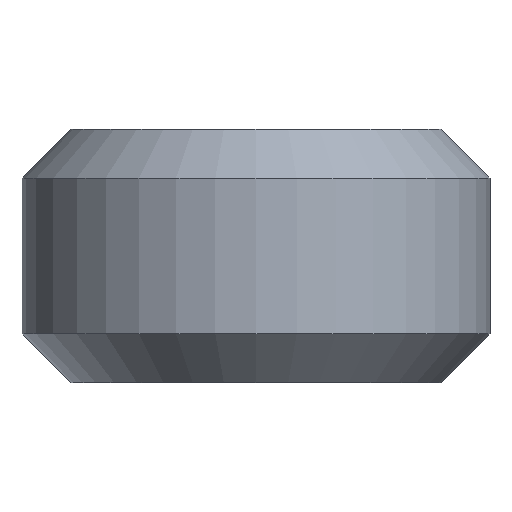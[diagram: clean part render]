
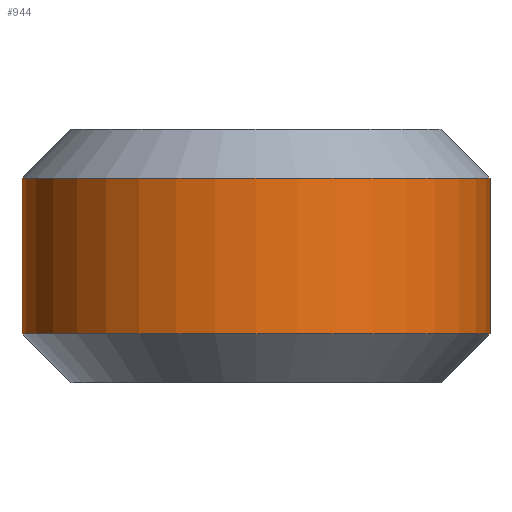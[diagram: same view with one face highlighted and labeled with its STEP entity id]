
A CAD part, front view. The second image highlights one B-rep face of the part: STEP entity #944.
In plain terms, the highlighted cylindrical face has radius 24 mm (diameter 48 mm), a partial arc.
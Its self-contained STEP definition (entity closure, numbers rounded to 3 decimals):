
#47 = DIRECTION ( 'NONE',  ( 0., 0., -1. ) ) ;
#59 = VECTOR ( 'NONE', #338, 1000. ) ;
#108 = ORIENTED_EDGE ( 'NONE', *, *, #658, .T. ) ;
#172 = CARTESIAN_POINT ( 'NONE',  ( 24., 0., 18. ) ) ;
#201 = DIRECTION ( 'NONE',  ( 1., 0., 0. ) ) ;
#219 = VECTOR ( 'NONE', #572, 1000. ) ;
#254 = EDGE_CURVE ( 'NONE', #672, #1227, #621, .T. ) ;
#338 = DIRECTION ( 'NONE',  ( 0., 0., 1. ) ) ;
#350 = FACE_OUTER_BOUND ( 'NONE', #1431, .T. ) ;
#364 = CARTESIAN_POINT ( 'NONE',  ( 24., 0., 2. ) ) ;
#374 = CARTESIAN_POINT ( 'NONE',  ( 0., 0., 2. ) ) ;
#453 = CARTESIAN_POINT ( 'NONE',  ( -24., 0., 2. ) ) ;
#509 = CARTESIAN_POINT ( 'NONE',  ( 0., 0., 0. ) ) ;
#572 = DIRECTION ( 'NONE',  ( 0., 0., 1. ) ) ;
#596 = CYLINDRICAL_SURFACE ( 'NONE', #1113, 24. ) ;
#600 = AXIS2_PLACEMENT_3D ( 'NONE', #1240, #47, #1255 ) ;
#621 = CIRCLE ( 'NONE', #600, 24. ) ;
#623 = ORIENTED_EDGE ( 'NONE', *, *, #1316, .T. ) ;
#647 = CIRCLE ( 'NONE', #1224, 24. ) ;
#658 = EDGE_CURVE ( 'NONE', #1306, #672, #1353, .T. ) ;
#672 = VERTEX_POINT ( 'NONE', #172 ) ;
#760 = CARTESIAN_POINT ( 'NONE',  ( -24., 0., 0. ) ) ;
#765 = LINE ( 'NONE', #760, #59 ) ;
#906 = DIRECTION ( 'NONE',  ( 1., 0., 0. ) ) ;
#944 = ADVANCED_FACE ( 'NONE', ( #350 ), #596, .T. ) ;
#980 = CARTESIAN_POINT ( 'NONE',  ( 24., 0., 0. ) ) ;
#1052 = ORIENTED_EDGE ( 'NONE', *, *, #1244, .F. ) ;
#1101 = CARTESIAN_POINT ( 'NONE',  ( -24., 0., 18. ) ) ;
#1113 = AXIS2_PLACEMENT_3D ( 'NONE', #509, #1427, #201 ) ;
#1134 = DIRECTION ( 'NONE',  ( 0., 0., 1. ) ) ;
#1146 = ORIENTED_EDGE ( 'NONE', *, *, #254, .T. ) ;
#1189 = VERTEX_POINT ( 'NONE', #453 ) ;
#1224 = AXIS2_PLACEMENT_3D ( 'NONE', #374, #1134, #906 ) ;
#1227 = VERTEX_POINT ( 'NONE', #1101 ) ;
#1240 = CARTESIAN_POINT ( 'NONE',  ( 0., 0., 18. ) ) ;
#1244 = EDGE_CURVE ( 'NONE', #1189, #1227, #765, .T. ) ;
#1255 = DIRECTION ( 'NONE',  ( -1., 0., 0. ) ) ;
#1306 = VERTEX_POINT ( 'NONE', #364 ) ;
#1316 = EDGE_CURVE ( 'NONE', #1189, #1306, #647, .T. ) ;
#1353 = LINE ( 'NONE', #980, #219 ) ;
#1427 = DIRECTION ( 'NONE',  ( 0., 0., 1. ) ) ;
#1431 = EDGE_LOOP ( 'NONE', ( #1052, #623, #108, #1146 ) ) ;
